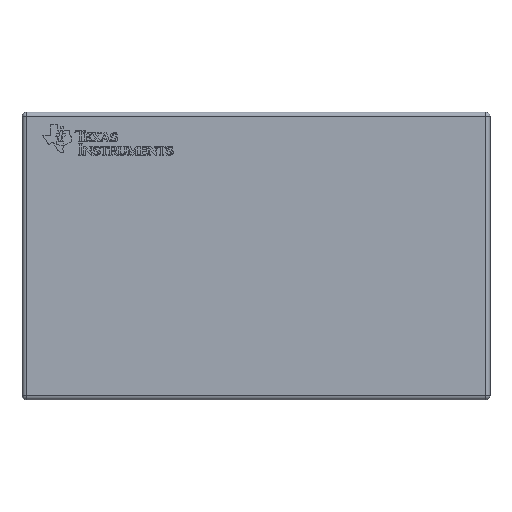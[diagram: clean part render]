
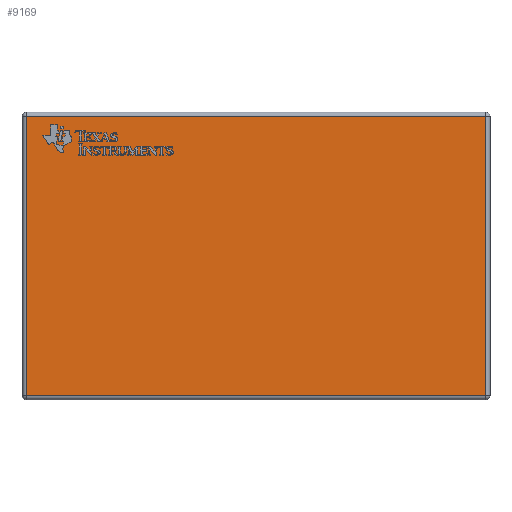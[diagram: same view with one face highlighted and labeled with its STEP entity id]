
A CAD part, top view. The second image highlights one B-rep face of the part: STEP entity #9169.
In plain terms, the highlighted planar face has unit normal (0, 0, 1).
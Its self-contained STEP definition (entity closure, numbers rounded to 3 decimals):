
#933=FACE_OUTER_BOUND('',#1488,.T.);
#1488=EDGE_LOOP('',(#6336,#6337,#6338,#6339));
#2052=LINE('',#12368,#2920);
#2053=LINE('',#12373,#2921);
#2054=LINE('',#12379,#2922);
#2055=LINE('',#12384,#2923);
#2920=VECTOR('',#10456,10.7);
#2921=VECTOR('',#10463,6.5);
#2922=VECTOR('',#10472,10.7);
#2923=VECTOR('',#10481,6.5);
#3913=VERTEX_POINT('',#12364);
#3914=VERTEX_POINT('',#12366);
#3915=VERTEX_POINT('',#12370);
#3916=VERTEX_POINT('',#12376);
#4945=EDGE_CURVE('',#3914,#3913,#2052,.T.);
#4948=EDGE_CURVE('',#3913,#3915,#2053,.T.);
#4951=EDGE_CURVE('',#3915,#3916,#2054,.T.);
#4954=EDGE_CURVE('',#3916,#3914,#2055,.T.);
#6336=ORIENTED_EDGE('',*,*,#4945,.F.);
#6337=ORIENTED_EDGE('',*,*,#4954,.F.);
#6338=ORIENTED_EDGE('',*,*,#4951,.F.);
#6339=ORIENTED_EDGE('',*,*,#4948,.F.);
#8881=PLANE('',#9872);
#9169=ADVANCED_FACE('',(#933),#8881,.T.);
#9872=AXIS2_PLACEMENT_3D('',#12387,#10486,#10487);
#10456=DIRECTION('',(1.,0.,0.));
#10463=DIRECTION('',(0.,-1.,0.));
#10472=DIRECTION('',(-1.,0.,0.));
#10481=DIRECTION('',(0.,1.,0.));
#10486=DIRECTION('center_axis',(0.,0.,1.));
#10487=DIRECTION('ref_axis',(1.,0.,0.));
#12364=CARTESIAN_POINT('',(5.35,3.25,0.757));
#12366=CARTESIAN_POINT('',(-5.35,3.25,0.757));
#12368=CARTESIAN_POINT('',(2.725,3.25,0.757));
#12370=CARTESIAN_POINT('',(5.35,-3.25,0.757));
#12373=CARTESIAN_POINT('',(5.35,-1.675,0.757));
#12376=CARTESIAN_POINT('',(-5.35,-3.25,0.757));
#12379=CARTESIAN_POINT('',(-2.725,-3.25,0.757));
#12384=CARTESIAN_POINT('',(-5.35,1.675,0.757));
#12387=CARTESIAN_POINT('Origin',(0.,0.,0.757));
